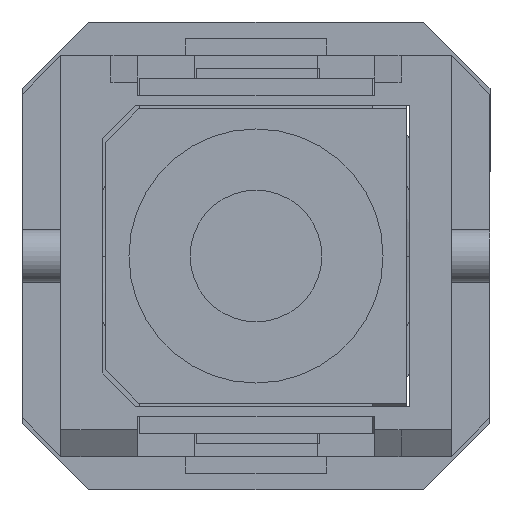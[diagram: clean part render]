
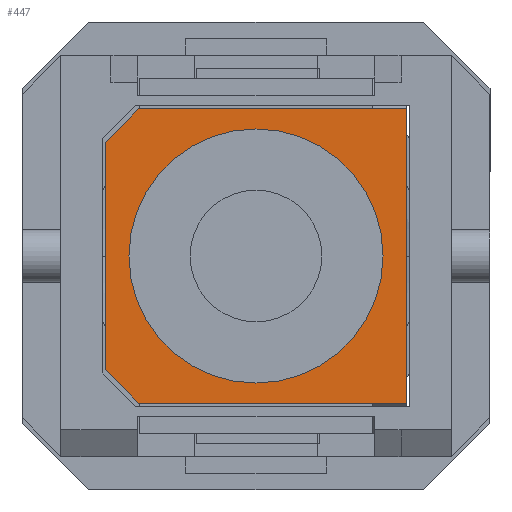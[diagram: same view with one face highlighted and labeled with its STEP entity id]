
A CAD part, left-side view. The second image highlights one B-rep face of the part: STEP entity #447.
In plain terms, the highlighted face is planar.
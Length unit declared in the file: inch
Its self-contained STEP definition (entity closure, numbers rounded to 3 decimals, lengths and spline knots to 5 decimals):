
#71 = VERTEX_POINT ( 'NONE', #5508 ) ;
#188 = VERTEX_POINT ( 'NONE', #5709 ) ;
#242 = EDGE_CURVE ( 'NONE', #188, #380, #5851, .T. ) ;
#380 = VERTEX_POINT ( 'NONE', #756 ) ;
#426 = EDGE_LOOP ( 'NONE', ( #450, #433, #435, #430, #429, #434 ) ) ;
#429 = ORIENTED_EDGE ( 'NONE', *, *, #242, .T. ) ;
#430 = ORIENTED_EDGE ( 'NONE', *, *, #448, .T. ) ;
#433 = ORIENTED_EDGE ( 'NONE', *, *, #456, .T. ) ;
#434 = ORIENTED_EDGE ( 'NONE', *, *, #477, .T. ) ;
#435 = ORIENTED_EDGE ( 'NONE', *, *, #463, .T. ) ;
#447 = ADVANCED_FACE ( 'NONE', ( #855, #853 ), #847, .F. ) ;
#448 = EDGE_CURVE ( 'NONE', #470, #188, #848, .T. ) ;
#449 = EDGE_CURVE ( 'NONE', #5101, #71, #849, .T. ) ;
#450 = ORIENTED_EDGE ( 'NONE', *, *, #496, .T. ) ;
#455 = EDGE_LOOP ( 'NONE', ( #461, #462 ) ) ;
#456 = EDGE_CURVE ( 'NONE', #483, #468, #830, .T. ) ;
#461 = ORIENTED_EDGE ( 'NONE', *, *, #449, .F. ) ;
#462 = ORIENTED_EDGE ( 'NONE', *, *, #5096, .F. ) ;
#463 = EDGE_CURVE ( 'NONE', #468, #470, #881, .T. ) ;
#468 = VERTEX_POINT ( 'NONE', #877 ) ;
#470 = VERTEX_POINT ( 'NONE', #865 ) ;
#477 = EDGE_CURVE ( 'NONE', #380, #504, #910, .T. ) ;
#483 = VERTEX_POINT ( 'NONE', #905 ) ;
#496 = EDGE_CURVE ( 'NONE', #504, #483, #889, .T. ) ;
#504 = VERTEX_POINT ( 'NONE', #937 ) ;
#756 = CARTESIAN_POINT ( 'NONE',  ( -0.11, 0.296, 0.1125 ) ) ;
#827 = DIRECTION ( 'NONE',  ( -0.707, 0., -0.707 ) ) ;
#828 = VECTOR ( 'NONE', #827, 39.37008 ) ;
#829 = CARTESIAN_POINT ( 'NONE',  ( 0.085, 0.296, -0.1125 ) ) ;
#830 = LINE ( 'NONE', #829, #828 ) ;
#836 = DIRECTION ( 'NONE',  ( 0., 0., 1. ) ) ;
#837 = DIRECTION ( 'NONE',  ( 0., 1., 0. ) ) ;
#840 = DIRECTION ( 'NONE',  ( -0.707, 0., 0.707 ) ) ;
#841 = VECTOR ( 'NONE', #840, 39.37008 ) ;
#842 = CARTESIAN_POINT ( 'NONE',  ( -0.11, 0.296, -0.0875 ) ) ;
#843 = DIRECTION ( 'NONE',  ( 0., 0., -1. ) ) ;
#844 = DIRECTION ( 'NONE',  ( 0., -1., 0. ) ) ;
#845 = CARTESIAN_POINT ( 'NONE',  ( -0.11, 0.296, -0.1125 ) ) ;
#846 = AXIS2_PLACEMENT_3D ( 'NONE', #845, #844, #843 ) ;
#847 = PLANE ( 'NONE',  #846 ) ;
#848 = LINE ( 'NONE', #842, #841 ) ;
#849 = CIRCLE ( 'NONE', #852, 0.095 ) ;
#852 = AXIS2_PLACEMENT_3D ( 'NONE', #856, #837, #836 ) ;
#853 = FACE_OUTER_BOUND ( 'NONE', #426, .T. ) ;
#855 = FACE_BOUND ( 'NONE', #455, .T. ) ;
#856 = CARTESIAN_POINT ( 'NONE',  ( 0., 0.296, 0. ) ) ;
#865 = CARTESIAN_POINT ( 'NONE',  ( -0.085, 0.296, -0.1125 ) ) ;
#877 = CARTESIAN_POINT ( 'NONE',  ( 0.085, 0.296, -0.1125 ) ) ;
#878 = DIRECTION ( 'NONE',  ( -1., 0., 0. ) ) ;
#879 = VECTOR ( 'NONE', #878, 39.37008 ) ;
#880 = CARTESIAN_POINT ( 'NONE',  ( -0.11, 0.296, -0.1125 ) ) ;
#881 = LINE ( 'NONE', #880, #879 ) ;
#889 = LINE ( 'NONE', #892, #951 ) ;
#892 = CARTESIAN_POINT ( 'NONE',  ( 0.11, 0.296, 0.1125 ) ) ;
#905 = CARTESIAN_POINT ( 'NONE',  ( 0.11, 0.296, -0.0875 ) ) ;
#907 = DIRECTION ( 'NONE',  ( 1., 0., 0. ) ) ;
#908 = VECTOR ( 'NONE', #907, 39.37008 ) ;
#909 = CARTESIAN_POINT ( 'NONE',  ( -0.11, 0.296, 0.1125 ) ) ;
#910 = LINE ( 'NONE', #909, #908 ) ;
#937 = CARTESIAN_POINT ( 'NONE',  ( 0.11, 0.296, 0.1125 ) ) ;
#950 = DIRECTION ( 'NONE',  ( 0., 0., -1. ) ) ;
#951 = VECTOR ( 'NONE', #950, 39.37008 ) ;
#2940 = CIRCLE ( 'NONE', #2988, 0.095 ) ;
#2988 = AXIS2_PLACEMENT_3D ( 'NONE', #3029, #3028, #3027 ) ;
#3027 = DIRECTION ( 'NONE',  ( 0., 0., 1. ) ) ;
#3028 = DIRECTION ( 'NONE',  ( 0., 1., 0. ) ) ;
#3029 = CARTESIAN_POINT ( 'NONE',  ( 0., 0.296, 0. ) ) ;
#3030 = CARTESIAN_POINT ( 'NONE',  ( 0., 0.296, 0.095 ) ) ;
#5096 = EDGE_CURVE ( 'NONE', #71, #5101, #2940, .T. ) ;
#5101 = VERTEX_POINT ( 'NONE', #3030 ) ;
#5508 = CARTESIAN_POINT ( 'NONE',  ( 0., 0.296, -0.095 ) ) ;
#5709 = CARTESIAN_POINT ( 'NONE',  ( -0.11, 0.296, -0.0875 ) ) ;
#5796 = VECTOR ( 'NONE', #5832, 39.37008 ) ;
#5832 = DIRECTION ( 'NONE',  ( 0., 0., 1. ) ) ;
#5850 = CARTESIAN_POINT ( 'NONE',  ( -0.11, 0.296, 0.1125 ) ) ;
#5851 = LINE ( 'NONE', #5850, #5796 ) ;
